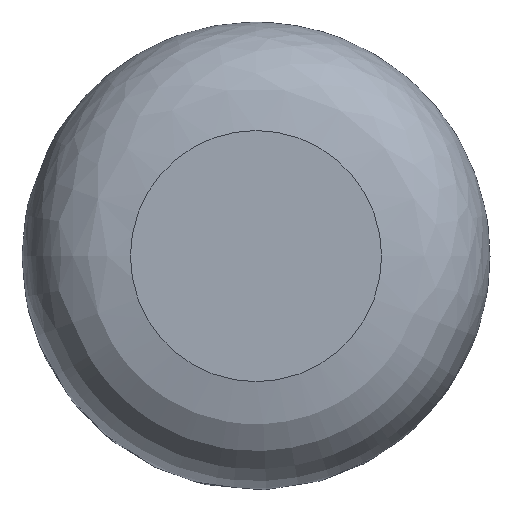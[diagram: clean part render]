
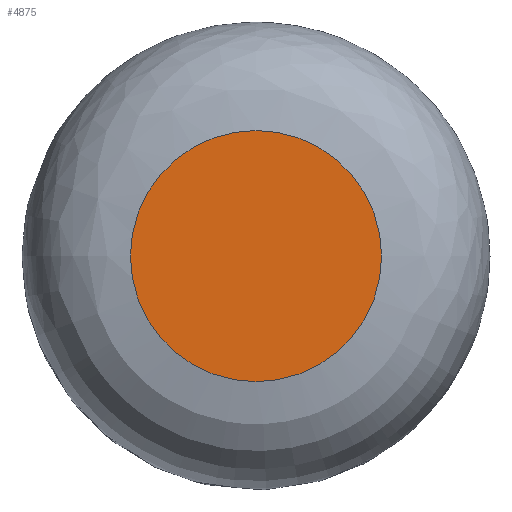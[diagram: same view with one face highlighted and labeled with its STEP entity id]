
A CAD part, front view. The second image highlights one B-rep face of the part: STEP entity #4875.
In plain terms, the highlighted planar face has unit normal (0, -1, 0).
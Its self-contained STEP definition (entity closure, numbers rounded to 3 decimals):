
#1671 = SURFACE_OF_REVOLUTION('',#1672,#1678);
#1672 = B_SPLINE_CURVE_WITH_KNOTS('',3,(#1673,#1674,#1675,#1676,#1677),
  .UNSPECIFIED.,.F.,.F.,(4,1,4),(0.,0.5,1.),.QUASI_UNIFORM_KNOTS.);
#1673 = CARTESIAN_POINT('',(-20.33,0.,0.));
#1674 = CARTESIAN_POINT('',(-40.86,1.139,0.));
#1675 = CARTESIAN_POINT('',(-37.482,42.896,0.));
#1676 = CARTESIAN_POINT('',(-27.844,76.42,0.));
#1677 = CARTESIAN_POINT('',(0.,76.211,0.));
#1678 = AXIS1_PLACEMENT('',#1679,#1680);
#1679 = CARTESIAN_POINT('',(0.,0.,0.));
#1680 = DIRECTION('',(0.,1.,0.));
#3996 = EDGE_CURVE('',#3997,#3997,#3999,.T.);
#3997 = VERTEX_POINT('',#3998);
#3998 = CARTESIAN_POINT('',(-20.33,0.,0.));
#3999 = SURFACE_CURVE('',#4000,(#4005,#4012),.PCURVE_S1.);
#4000 = CIRCLE('',#4001,20.33);
#4001 = AXIS2_PLACEMENT_3D('',#4002,#4003,#4004);
#4002 = CARTESIAN_POINT('',(0.,0.,0.));
#4003 = DIRECTION('',(0.,1.,-0.));
#4004 = DIRECTION('',(-1.,0.,0.));
#4005 = PCURVE('',#1671,#4006);
#4006 = DEFINITIONAL_REPRESENTATION('',(#4007),#4011);
#4007 = LINE('',#4008,#4009);
#4008 = CARTESIAN_POINT('',(0.,0.));
#4009 = VECTOR('',#4010,1.);
#4010 = DIRECTION('',(1.,0.));
#4011 = ( GEOMETRIC_REPRESENTATION_CONTEXT(2) 
PARAMETRIC_REPRESENTATION_CONTEXT() REPRESENTATION_CONTEXT('2D SPACE',''
  ) );
#4012 = PCURVE('',#4013,#4018);
#4013 = PLANE('',#4014);
#4014 = AXIS2_PLACEMENT_3D('',#4015,#4016,#4017);
#4015 = CARTESIAN_POINT('',(0.,0.,0.));
#4016 = DIRECTION('',(0.,1.,0.));
#4017 = DIRECTION('',(-1.,0.,0.));
#4018 = DEFINITIONAL_REPRESENTATION('',(#4019),#4023);
#4019 = CIRCLE('',#4020,20.33);
#4020 = AXIS2_PLACEMENT_2D('',#4021,#4022);
#4021 = CARTESIAN_POINT('',(0.,0.));
#4022 = DIRECTION('',(1.,-0.));
#4023 = ( GEOMETRIC_REPRESENTATION_CONTEXT(2) 
PARAMETRIC_REPRESENTATION_CONTEXT() REPRESENTATION_CONTEXT('2D SPACE',''
  ) );
#4875 = ADVANCED_FACE('',(#4876),#4013,.F.);
#4876 = FACE_BOUND('',#4877,.T.);
#4877 = EDGE_LOOP('',(#4878));
#4878 = ORIENTED_EDGE('',*,*,#3996,.F.);
